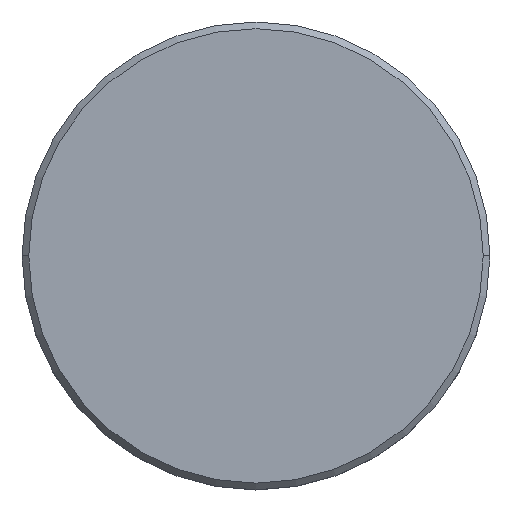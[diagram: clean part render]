
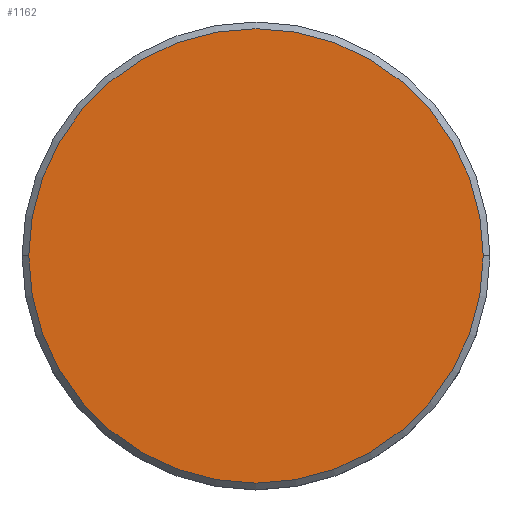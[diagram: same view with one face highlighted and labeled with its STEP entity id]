
A CAD part, top view. The second image highlights one B-rep face of the part: STEP entity #1162.
In plain terms, the highlighted planar face has unit normal (0, 0, 1).
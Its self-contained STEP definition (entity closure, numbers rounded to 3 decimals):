
#32 = CIRCLE ( 'NONE', #500, 17. ) ;
#38 = CARTESIAN_POINT ( 'NONE',  ( -17., 0., 0. ) ) ;
#81 = ORIENTED_EDGE ( 'NONE', *, *, #1091, .T. ) ;
#93 = DIRECTION ( 'NONE',  ( 1., 0., 0. ) ) ;
#137 = CARTESIAN_POINT ( 'NONE',  ( 17., 0., 0. ) ) ;
#170 = DIRECTION ( 'NONE',  ( 0., 0., 1. ) ) ;
#261 = EDGE_LOOP ( 'NONE', ( #360, #81 ) ) ;
#330 = PLANE ( 'NONE',  #800 ) ;
#339 = DIRECTION ( 'NONE',  ( 1., 0., 0. ) ) ;
#360 = ORIENTED_EDGE ( 'NONE', *, *, #405, .T. ) ;
#405 = EDGE_CURVE ( 'NONE', #719, #725, #720, .T. ) ;
#500 = AXIS2_PLACEMENT_3D ( 'NONE', #881, #813, #707 ) ;
#643 = CARTESIAN_POINT ( 'NONE',  ( 0., 0., 0. ) ) ;
#707 = DIRECTION ( 'NONE',  ( 1., 0., 0. ) ) ;
#719 = VERTEX_POINT ( 'NONE', #38 ) ;
#720 = CIRCLE ( 'NONE', #875, 17. ) ;
#723 = CARTESIAN_POINT ( 'NONE',  ( 0., 0., 0. ) ) ;
#724 = FACE_OUTER_BOUND ( 'NONE', #261, .T. ) ;
#725 = VERTEX_POINT ( 'NONE', #137 ) ;
#800 = AXIS2_PLACEMENT_3D ( 'NONE', #643, #807, #339 ) ;
#807 = DIRECTION ( 'NONE',  ( 0., 0., 1. ) ) ;
#813 = DIRECTION ( 'NONE',  ( 0., 0., 1. ) ) ;
#875 = AXIS2_PLACEMENT_3D ( 'NONE', #723, #170, #93 ) ;
#881 = CARTESIAN_POINT ( 'NONE',  ( 0., 0., 0. ) ) ;
#1091 = EDGE_CURVE ( 'NONE', #725, #719, #32, .T. ) ;
#1162 = ADVANCED_FACE ( 'NONE', ( #724 ), #330, .T. ) ;
